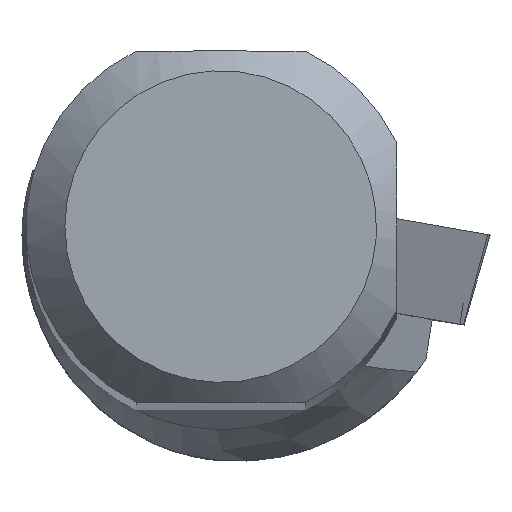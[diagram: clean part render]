
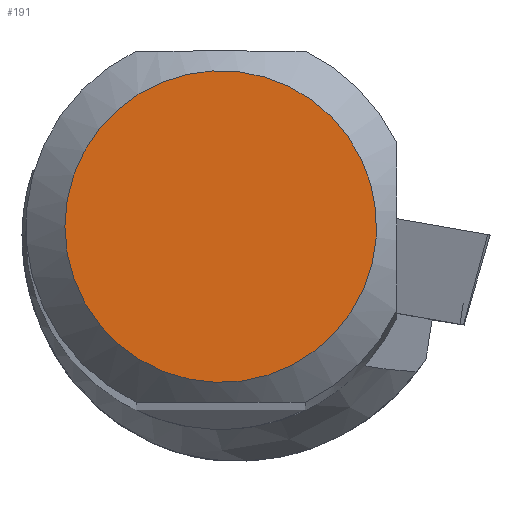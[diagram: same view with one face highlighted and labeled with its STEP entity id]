
A CAD part, top view. The second image highlights one B-rep face of the part: STEP entity #191.
In plain terms, the highlighted planar face has unit normal (0, 0, 1).
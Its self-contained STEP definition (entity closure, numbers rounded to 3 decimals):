
#150=FACE_OUTER_BOUND('',#381,.T.);
#191=ADVANCED_FACE('',(#150),#222,.T.);
#222=PLANE('',#986);
#381=EDGE_LOOP('',(#529));
#529=ORIENTED_EDGE('',*,*,#784,.F.);
#689=VERTEX_POINT('',#1612);
#784=EDGE_CURVE('',#689,#689,#835,.T.);
#835=CIRCLE('',#985,3.994);
#985=AXIS2_PLACEMENT_3D('',#1611,#1179,#1180);
#986=AXIS2_PLACEMENT_3D('',#1613,#1181,#1182);
#1179=DIRECTION('',(0.,0.,-1.));
#1180=DIRECTION('',(-1.,0.,0.));
#1181=DIRECTION('',(0.,0.,1.));
#1182=DIRECTION('',(-1.,0.,0.));
#1611=CARTESIAN_POINT('',(0.,0.,0.));
#1612=CARTESIAN_POINT('',(-3.994,0.,0.));
#1613=CARTESIAN_POINT('',(0.,0.,
0.));
